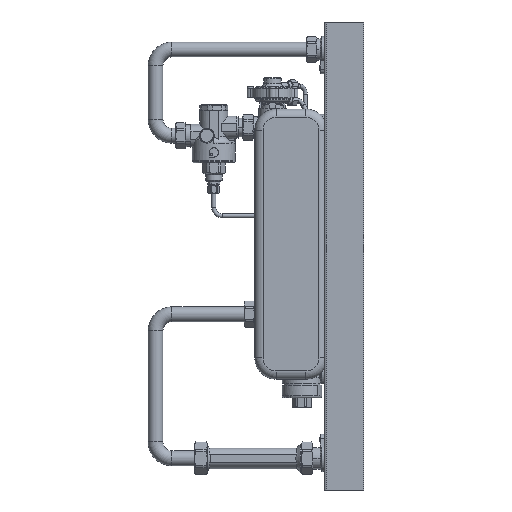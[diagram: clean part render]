
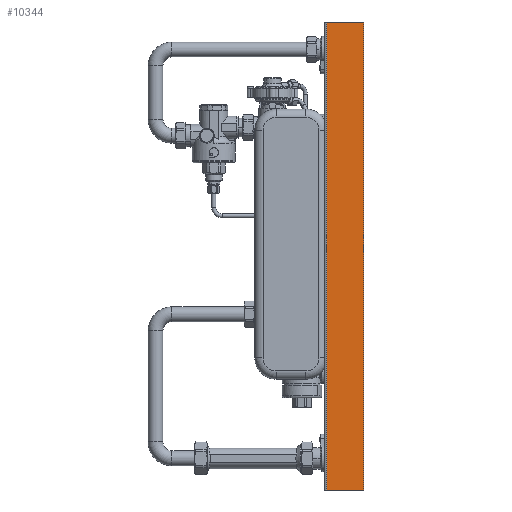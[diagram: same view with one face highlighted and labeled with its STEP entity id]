
A CAD part, left-side view. The second image highlights one B-rep face of the part: STEP entity #10344.
In plain terms, the highlighted planar face has unit normal (-1, 0, 0).
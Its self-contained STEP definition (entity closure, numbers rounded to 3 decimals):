
#10080=CARTESIAN_POINT('Line Origine',(-88.5,-89.,128.5)) ;
#10084=CARTESIAN_POINT('Vertex',(-88.5,-89.,128.5)) ;
#10086=CARTESIAN_POINT('Vertex',(-88.5,-89.,-441.5)) ;
#10162=CARTESIAN_POINT('Line Origine',(-88.5,-111.644,128.5)) ;
#10166=CARTESIAN_POINT('Vertex',(-88.5,-134.288,128.5)) ;
#10243=CARTESIAN_POINT('Vertex',(-88.5,-134.288,-441.5)) ;
#10246=CARTESIAN_POINT('Line Origine',(-88.5,-111.644,-441.5)) ;
#10328=CARTESIAN_POINT('Axis2P3D Location',(-88.5,-53.288,-111.5)) ;
#10333=CARTESIAN_POINT('Line Origine',(-88.5,-134.288,-156.5)) ;
#10082=VECTOR('Line Direction',#10081,1.) ;
#10164=VECTOR('Line Direction',#10163,1.) ;
#10248=VECTOR('Line Direction',#10247,1.) ;
#10335=VECTOR('Line Direction',#10334,1.) ;
#10081=DIRECTION('Vector Direction',(0.,0.,1.)) ;
#10163=DIRECTION('Vector Direction',(0.,-1.,0.)) ;
#10247=DIRECTION('Vector Direction',(0.,1.,0.)) ;
#10329=DIRECTION('Axis2P3D Direction',(-1.,0.,0.)) ;
#10330=DIRECTION('Axis2P3D XDirection',(0.,0.,-1.)) ;
#10334=DIRECTION('Vector Direction',(0.,0.,-1.)) ;
#10331=AXIS2_PLACEMENT_3D('Plane Axis2P3D',#10328,#10329,#10330) ;
#10083=LINE('Line',#10080,#10082) ;
#10165=LINE('Line',#10162,#10164) ;
#10249=LINE('Line',#10246,#10248) ;
#10336=LINE('Line',#10333,#10335) ;
#10332=PLANE('',#10331) ;
#10088=EDGE_CURVE('',#10085,#10087,#10083,.F.) ;
#10168=EDGE_CURVE('',#10085,#10167,#10165,.T.) ;
#10250=EDGE_CURVE('',#10244,#10087,#10249,.T.) ;
#10337=EDGE_CURVE('',#10167,#10244,#10336,.T.) ;
#10339=ORIENTED_EDGE('',*,*,#10088,.T.) ;
#10340=ORIENTED_EDGE('',*,*,#10250,.F.) ;
#10341=ORIENTED_EDGE('',*,*,#10337,.F.) ;
#10342=ORIENTED_EDGE('',*,*,#10168,.F.) ;
#10338=EDGE_LOOP('',(#10339,#10340,#10341,#10342)) ;
#10085=VERTEX_POINT('',#10084) ;
#10087=VERTEX_POINT('',#10086) ;
#10167=VERTEX_POINT('',#10166) ;
#10244=VERTEX_POINT('',#10243) ;
#10344=ADVANCED_FACE('Solido1',(#10343),#10332,.T.) ;
#10343=FACE_OUTER_BOUND('',#10338,.T.) ;
